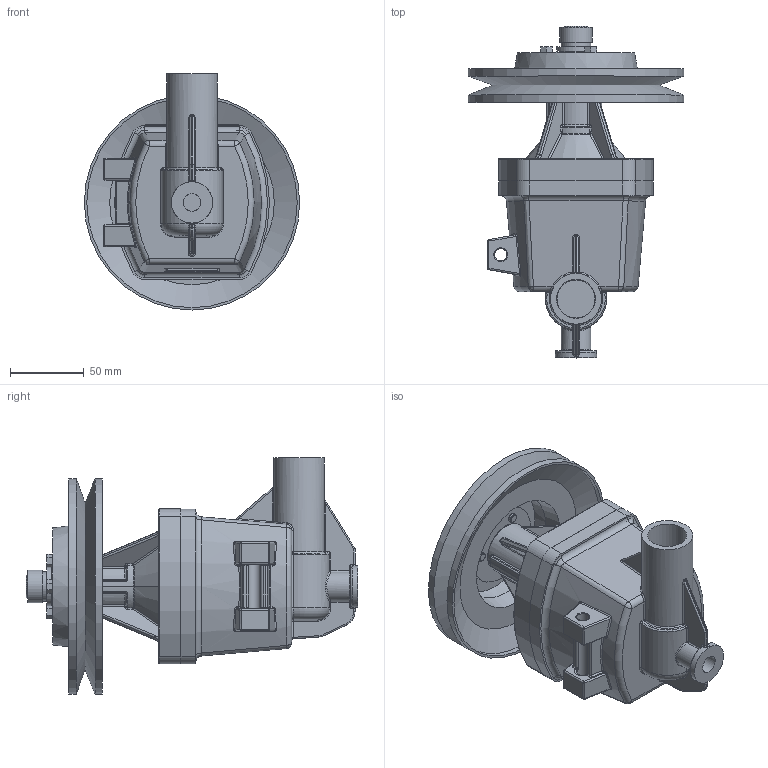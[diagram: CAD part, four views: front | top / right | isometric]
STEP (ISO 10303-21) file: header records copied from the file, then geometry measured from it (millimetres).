
FILE_DESCRIPTION(('a Product shape'),'1');
FILE_NAME('Euclid Shape Model','2000-05-18T18:43:32',('Author Name'),( 'MATRA-DATAVISION'),'CASCADE STEP processor V3.0', 'MATRA-DATAVISION CASCADE OL 3.0','Authorisation status');
FILE_SCHEMA(('AUTOMOTIVE_DESIGN { 1 2 10303 214 0 1 1 1 }'));
Length unit declared in the file: millimetre
Products named in the file (21): Rotor.Assembly 1; Rotor.Assembly 1.1; Rotor.Assembly 1.1.1; Rotor.Assembly 1.1.2; Rotor.Assembly 1.1.2.1; Rotor.Assembly 1.1.2.2; Rotor.Assembly 1.1.2.3; Rotor.Assembly 1.1.3; Rotor.Assembly 1.1.3.1; Rotor.Assembly 1.1.3.2; Rotor.Assembly 1.1.3.2.1; Rotor.Assembly 1.1.3.3; Rotor.Assembly 1.1.4; Rotor.Assembly 1.2; Rotor.Assembly 1.2.1; Rotor.Assembly 1.2.2; Rotor.Assembly 1.2.3; Rotor.Assembly 1.2.4; Rotor.Assembly 1.3; Rotor.Assembly 1.3.1; Rotor.Assembly 1.3.2
Assembly tree (39 placements, depth 5):
  Rotor.Assembly 1
    Rotor.Assembly 1.1
      Rotor.Assembly 1.1.1
      Rotor.Assembly 1.1.2
        Rotor.Assembly 1.1.2.1
        Rotor.Assembly 1.1.2.2
        Rotor.Assembly 1.1.2.3
      Rotor.Assembly 1.1.3
        Rotor.Assembly 1.1.3.1
        Rotor.Assembly 1.1.3.2
          Rotor.Assembly 1.1.3.2.1  x9
        Rotor.Assembly 1.1.3.3
          Rotor.Assembly 1.1.3.2.1  x9
      Rotor.Assembly 1.1.4
    Rotor.Assembly 1.2
      Rotor.Assembly 1.2.1
      Rotor.Assembly 1.2.2
      Rotor.Assembly 1.2.3
      Rotor.Assembly 1.2.4  x3
    Rotor.Assembly 1.3
      Rotor.Assembly 1.3.1
      Rotor.Assembly 1.3.2
Bounding box: 146 x 225.05 x 160.12 mm (x, y, z)
Volume: 612770.3 mm3; surface area: 268964.8 mm2
Topology: 32 solids, 32 shells, 840 faces, 1930 edges, 1103 vertices
Faces by surface type: cylinder 256, bspline 245, plane 140, torus 108, cone 52, sphere 34, revolution 5
Full cylindrical faces by diameter (mm): 6 x9, 8 x8, 8.425 x1, 12 x1, 16 x1, 17 x7, 19 x1, 20 x1, 21 x3, 22 x2, 25.653 x1, 26 x2, 26.458 x1, 27 x3, 28 x3, 31 x2, 33 x1, 33.614 x1, 34.458 x1, 35.053 x1, 37 x1, 41 x1, 56 x1, 80 x1, 90 x2, 142 x1, 142.662 x1, 146 x2
Entity records: 42204 total; most frequent: CARTESIAN_POINT 26309, ORIENTED_EDGE 3578, DIRECTION 2765, EDGE_CURVE 1789, AXIS2_PLACEMENT_3D 1161, VERTEX_POINT 1038, FACE_BOUND 873, EDGE_LOOP 872
